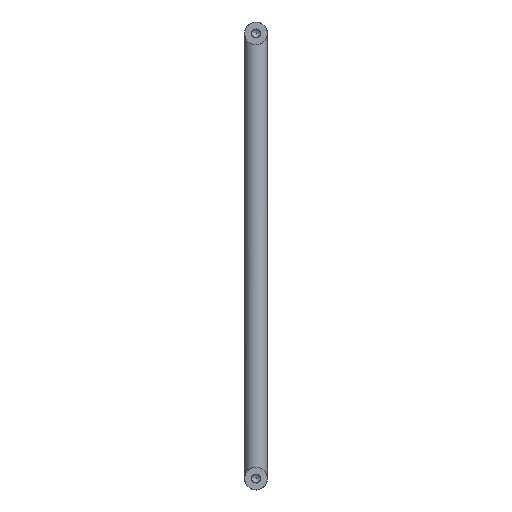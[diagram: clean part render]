
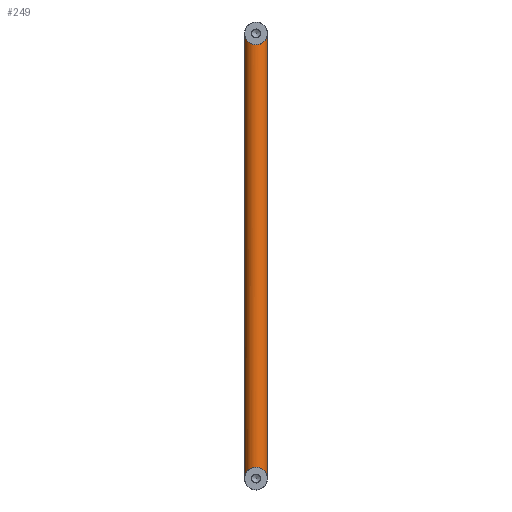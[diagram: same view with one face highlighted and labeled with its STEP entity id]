
A CAD part, front view. The second image highlights one B-rep face of the part: STEP entity #249.
In plain terms, the highlighted cylindrical face has radius 4.095 mm (diameter 8.189 mm), a partial arc.
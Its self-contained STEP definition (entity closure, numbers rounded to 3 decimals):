
#24=ELLIPSE('',#291,5.791,4.095);
#25=ELLIPSE('',#292,5.791,4.095);
#26=ELLIPSE('',#294,5.791,4.095);
#27=ELLIPSE('',#295,5.791,4.095);
#38=CYLINDRICAL_SURFACE('',#293,4.095);
#46=FACE_OUTER_BOUND('',#61,.T.);
#61=EDGE_LOOP('',(#185,#186,#187,#188,#189,#190));
#77=LINE('',#575,#92);
#78=LINE('',#580,#93);
#92=VECTOR('',#341,160.);
#93=VECTOR('',#346,160.);
#113=VERTEX_POINT('',#392);
#114=VERTEX_POINT('',#394);
#118=VERTEX_POINT('',#570);
#119=VERTEX_POINT('',#574);
#120=VERTEX_POINT('',#576);
#121=VERTEX_POINT('',#578);
#138=EDGE_CURVE('',#113,#114,#24,.T.);
#143=EDGE_CURVE('',#118,#113,#25,.T.);
#144=EDGE_CURVE('',#118,#119,#77,.T.);
#145=EDGE_CURVE('',#119,#120,#26,.T.);
#146=EDGE_CURVE('',#120,#121,#27,.T.);
#147=EDGE_CURVE('',#121,#114,#78,.T.);
#185=ORIENTED_EDGE('',*,*,#144,.T.);
#186=ORIENTED_EDGE('',*,*,#145,.T.);
#187=ORIENTED_EDGE('',*,*,#146,.T.);
#188=ORIENTED_EDGE('',*,*,#147,.T.);
#189=ORIENTED_EDGE('',*,*,#138,.F.);
#190=ORIENTED_EDGE('',*,*,#143,.F.);
#249=ADVANCED_FACE('',(#46),#38,.T.);
#291=AXIS2_PLACEMENT_3D('',#395,#333,#334);
#292=AXIS2_PLACEMENT_3D('',#572,#337,#338);
#293=AXIS2_PLACEMENT_3D('',#573,#339,#340);
#294=AXIS2_PLACEMENT_3D('',#577,#342,#343);
#295=AXIS2_PLACEMENT_3D('',#579,#344,#345);
#333=DIRECTION('center_axis',(0.,-0.707,0.707));
#334=DIRECTION('ref_axis',(0.,0.707,0.707));
#337=DIRECTION('center_axis',(0.,-0.707,0.707));
#338=DIRECTION('ref_axis',(0.,0.707,0.707));
#339=DIRECTION('center_axis',(0.,0.,-1.));
#340=DIRECTION('ref_axis',(-1.,0.,0.));
#341=DIRECTION('',(0.,0.,-1.));
#342=DIRECTION('center_axis',(0.,0.707,0.707));
#343=DIRECTION('ref_axis',(0.,0.707,-0.707));
#344=DIRECTION('center_axis',(0.,0.707,0.707));
#345=DIRECTION('ref_axis',(0.,0.707,-0.707));
#346=DIRECTION('',(0.,0.,1.));
#392=CARTESIAN_POINT('',(-2.4,-16.219,76.697));
#394=CARTESIAN_POINT('',(4.095,-12.916,80.));
#395=CARTESIAN_POINT('Origin',(0.,-12.902,80.014));
#570=CARTESIAN_POINT('',(-4.095,-12.916,80.));
#572=CARTESIAN_POINT('Origin',(0.,-12.902,80.014));
#573=CARTESIAN_POINT('Origin',(0.,-12.902,0.));
#574=CARTESIAN_POINT('',(-4.095,-12.916,-80.));
#575=CARTESIAN_POINT('',(-4.095,-12.916,80.));
#576=CARTESIAN_POINT('',(2.4,-16.219,-76.697));
#577=CARTESIAN_POINT('Origin',(0.,-12.902,-80.014));
#578=CARTESIAN_POINT('',(4.095,-12.916,-80.));
#579=CARTESIAN_POINT('Origin',(0.,-12.902,-80.014));
#580=CARTESIAN_POINT('',(4.095,-12.916,-80.));
